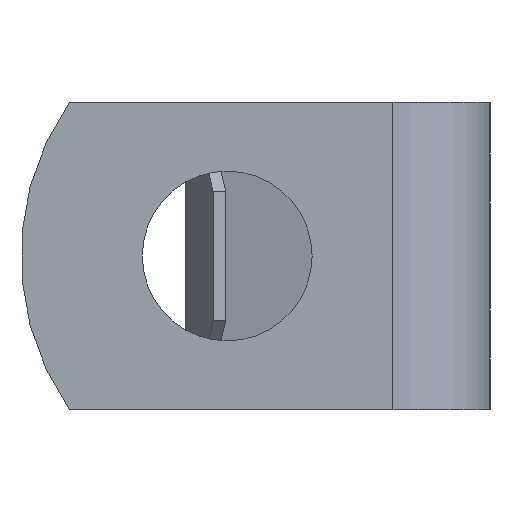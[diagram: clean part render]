
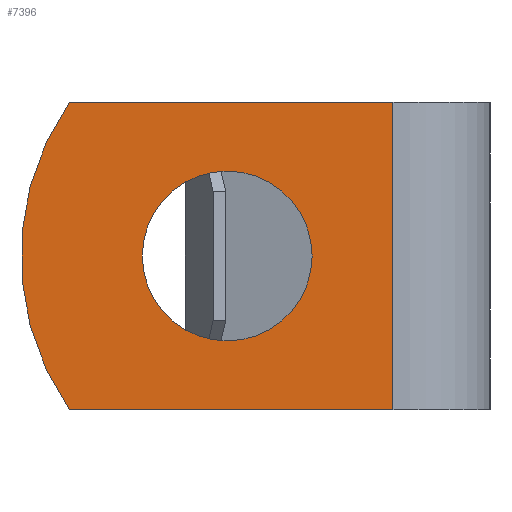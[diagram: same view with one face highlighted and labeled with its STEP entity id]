
A CAD part, left-side view. The second image highlights one B-rep face of the part: STEP entity #7396.
In plain terms, the highlighted planar face has unit normal (-1, 0, 0).
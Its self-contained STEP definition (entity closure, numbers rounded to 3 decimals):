
#325 = EDGE_CURVE ( 'NONE', #6567, #2445, #9861, .T. ) ;
#777 = DIRECTION ( 'NONE',  ( 0., 0., -1. ) ) ;
#825 = VERTEX_POINT ( 'NONE', #10517 ) ;
#1174 = CIRCLE ( 'NONE', #4365, 5.25 ) ;
#1742 = CARTESIAN_POINT ( 'NONE',  ( 0., 12.458, 0. ) ) ;
#2122 = CARTESIAN_POINT ( 'NONE',  ( 0., 29., 9.5 ) ) ;
#2204 = DIRECTION ( 'NONE',  ( 0., -1., 0. ) ) ;
#2261 = LINE ( 'NONE', #9135, #8005 ) ;
#2434 = EDGE_CURVE ( 'NONE', #7653, #6567, #4460, .T. ) ;
#2445 = VERTEX_POINT ( 'NONE', #5537 ) ;
#3437 = DIRECTION ( 'NONE',  ( -1., 0., 0. ) ) ;
#3802 = AXIS2_PLACEMENT_3D ( 'NONE', #1742, #13980, #12748 ) ;
#4024 = EDGE_CURVE ( 'NONE', #825, #2445, #2261, .T. ) ;
#4180 = EDGE_LOOP ( 'NONE', ( #5391, #10521 ) ) ;
#4365 = AXIS2_PLACEMENT_3D ( 'NONE', #4685, #5817, #5675 ) ;
#4440 = ORIENTED_EDGE ( 'NONE', *, *, #4024, .T. ) ;
#4460 = LINE ( 'NONE', #7791, #10188 ) ;
#4685 = CARTESIAN_POINT ( 'NONE',  ( 0., 16.25, 0. ) ) ;
#4691 = ORIENTED_EDGE ( 'NONE', *, *, #2434, .F. ) ;
#4744 = EDGE_CURVE ( 'NONE', #12271, #10873, #8178, .T. ) ;
#5391 = ORIENTED_EDGE ( 'NONE', *, *, #13330, .F. ) ;
#5537 = CARTESIAN_POINT ( 'NONE',  ( 0., 6., -9.5 ) ) ;
#5675 = DIRECTION ( 'NONE',  ( 0., 0., 1. ) ) ;
#5817 = DIRECTION ( 'NONE',  ( -1., 0., 0. ) ) ;
#6360 = ORIENTED_EDGE ( 'NONE', *, *, #325, .F. ) ;
#6438 = FACE_BOUND ( 'NONE', #4180, .T. ) ;
#6567 = VERTEX_POINT ( 'NONE', #9345 ) ;
#6625 = PLANE ( 'NONE',  #10045 ) ;
#6873 = CARTESIAN_POINT ( 'NONE',  ( 0., 16.25, -5.25 ) ) ;
#7137 = CARTESIAN_POINT ( 'NONE',  ( 0., 16.25, 5.25 ) ) ;
#7360 = AXIS2_PLACEMENT_3D ( 'NONE', #11313, #3437, #14771 ) ;
#7396 = ADVANCED_FACE ( 'NONE', ( #6438, #12697 ), #6625, .F. ) ;
#7543 = CARTESIAN_POINT ( 'NONE',  ( 0., 6., 9.5 ) ) ;
#7653 = VERTEX_POINT ( 'NONE', #14017 ) ;
#7791 = CARTESIAN_POINT ( 'NONE',  ( 0., 29., 9.5 ) ) ;
#8005 = VECTOR ( 'NONE', #2204, 1000. ) ;
#8178 = CIRCLE ( 'NONE', #7360, 5.25 ) ;
#8832 = DIRECTION ( 'NONE',  ( 1., 0., 0. ) ) ;
#9135 = CARTESIAN_POINT ( 'NONE',  ( 0., 29., -9.5 ) ) ;
#9345 = CARTESIAN_POINT ( 'NONE',  ( 0., 6., 9.5 ) ) ;
#9611 = EDGE_CURVE ( 'NONE', #825, #7653, #14321, .T. ) ;
#9797 = DIRECTION ( 'NONE',  ( 0., 0., -1. ) ) ;
#9861 = LINE ( 'NONE', #7543, #13626 ) ;
#10045 = AXIS2_PLACEMENT_3D ( 'NONE', #2122, #8832, #777 ) ;
#10188 = VECTOR ( 'NONE', #14662, 1000. ) ;
#10517 = CARTESIAN_POINT ( 'NONE',  ( 0., 26., -9.5 ) ) ;
#10521 = ORIENTED_EDGE ( 'NONE', *, *, #4744, .F. ) ;
#10873 = VERTEX_POINT ( 'NONE', #7137 ) ;
#11313 = CARTESIAN_POINT ( 'NONE',  ( 0., 16.25, 0. ) ) ;
#12271 = VERTEX_POINT ( 'NONE', #6873 ) ;
#12697 = FACE_OUTER_BOUND ( 'NONE', #13943, .T. ) ;
#12748 = DIRECTION ( 'NONE',  ( 0., 0., -1. ) ) ;
#13330 = EDGE_CURVE ( 'NONE', #10873, #12271, #1174, .T. ) ;
#13626 = VECTOR ( 'NONE', #9797, 1000. ) ;
#13943 = EDGE_LOOP ( 'NONE', ( #4691, #14554, #4440, #6360 ) ) ;
#13980 = DIRECTION ( 'NONE',  ( 1., 0., 0. ) ) ;
#14017 = CARTESIAN_POINT ( 'NONE',  ( 0., 26., 9.5 ) ) ;
#14321 = CIRCLE ( 'NONE', #3802, 16.542 ) ;
#14554 = ORIENTED_EDGE ( 'NONE', *, *, #9611, .F. ) ;
#14662 = DIRECTION ( 'NONE',  ( 0., -1., 0. ) ) ;
#14771 = DIRECTION ( 'NONE',  ( 0., 0., 1. ) ) ;
